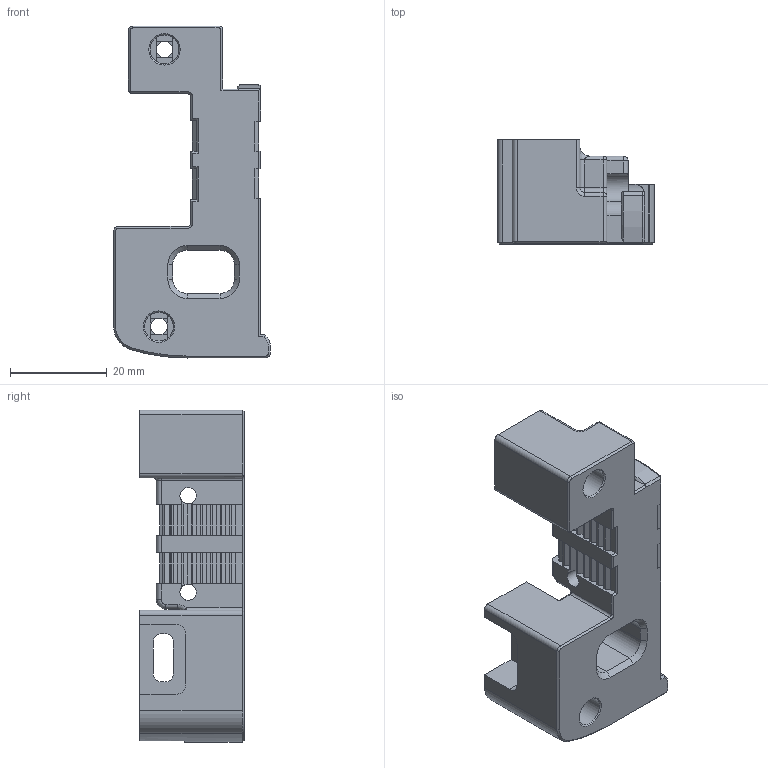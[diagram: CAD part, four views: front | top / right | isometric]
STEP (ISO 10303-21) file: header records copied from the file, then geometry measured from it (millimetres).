
FILE_DESCRIPTION(/* description */ (''),/* implementation_level */ '2;1');
FILE_NAME(/* name */ 'x_carriage_frame_left_belt_wrap.step',/* time_stamp */ '2023-05-08T21:27:37-04:00',/* author */ (''),/* organization */ (''),/* preprocessor_version */ 'ST-DEVELOPER v19.2',/* originating_system */ 'Autodesk Translation Framework v12.4.0.73',/* authorisation */ '');
FILE_SCHEMA (('AUTOMOTIVE_DESIGN { 1 0 10303 214 3 1 1 }'));
Length unit declared in the file: millimetre
Products named in the file (1): x_carriage_frame_left_belt_wrap
Bounding box: 32.4 x 21.6 x 68.75 mm (x, y, z)
Volume: 20274 mm3; surface area: 9058.7 mm2
Topology: 1 solids, 1 shells, 366 faces, 1000 edges, 637 vertices
Faces by surface type: plane 256, cylinder 74, cone 17, torus 12, sphere 4, bspline 3
Full cylindrical faces by diameter (mm): 2.9 x1, 3.3 x1, 3.4 x4, 4.7 x2, 6 x4
Entity records: 11667 total; most frequent: CARTESIAN_POINT 2244, ORIENTED_EDGE 2000, DIRECTION 1914, EDGE_CURVE 1000, LINE 772, VECTOR 772, VERTEX_POINT 637, AXIS2_PLACEMENT_3D 571
